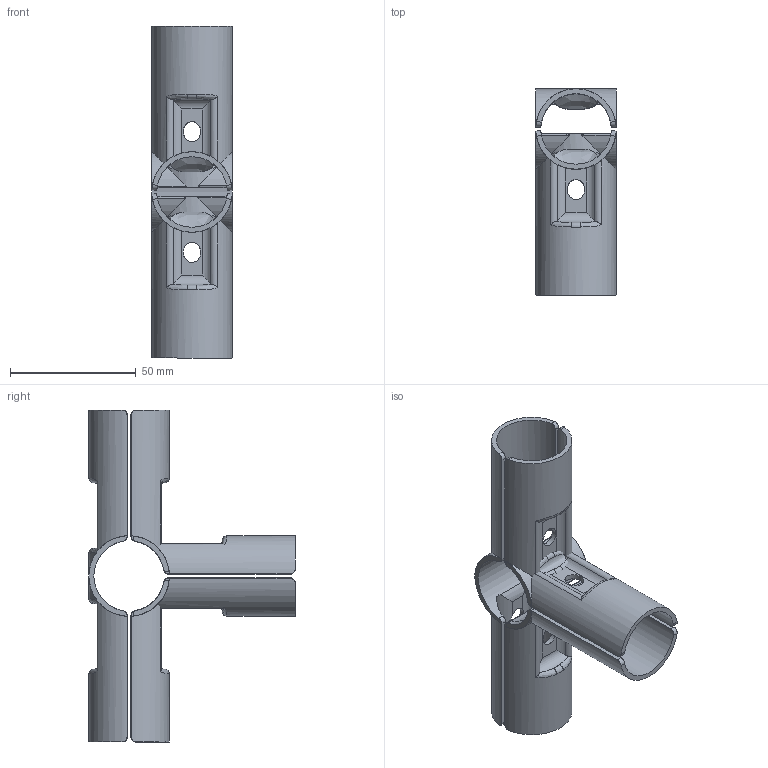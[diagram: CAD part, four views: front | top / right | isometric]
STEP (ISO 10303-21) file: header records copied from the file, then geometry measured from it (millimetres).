
FILE_DESCRIPTION((''),'2;1');
FILE_NAME('86103- poprawione.stp','2020-07-09T15:46:09',('trakoczy'),(''),'Autodesk Inventor 2013','Autodesk Inventor 2013','');
FILE_SCHEMA(('AUTOMOTIVE_DESIGN { 1 0 10303 214 1 1 1 1 }'));
Length unit declared in the file: millimetre
Products named in the file (4): 86103; 86103 - II; 86102-II; 86102 - II
Assembly tree (5 placements, depth 3):
  86103
    86103 - II
    86102-II  x2
      86102 - II
Bounding box: 32 x 82 x 132 mm (x, y, z)
Volume: 34322.4 mm3; surface area: 37481 mm2
Topology: 5 solids, 11 shells, 263 faces, 728 edges, 481 vertices
Faces by surface type: cylinder 123, plane 80, bspline 48, torus 12
Entity records: 5214 total; most frequent: CARTESIAN_POINT 2105, ORIENTED_EDGE 682, DIRECTION 569, EDGE_CURVE 341, AXIS2_PLACEMENT_3D 234, VERTEX_POINT 226, EDGE_LOOP 131, FACE_OUTER_BOUND 125
